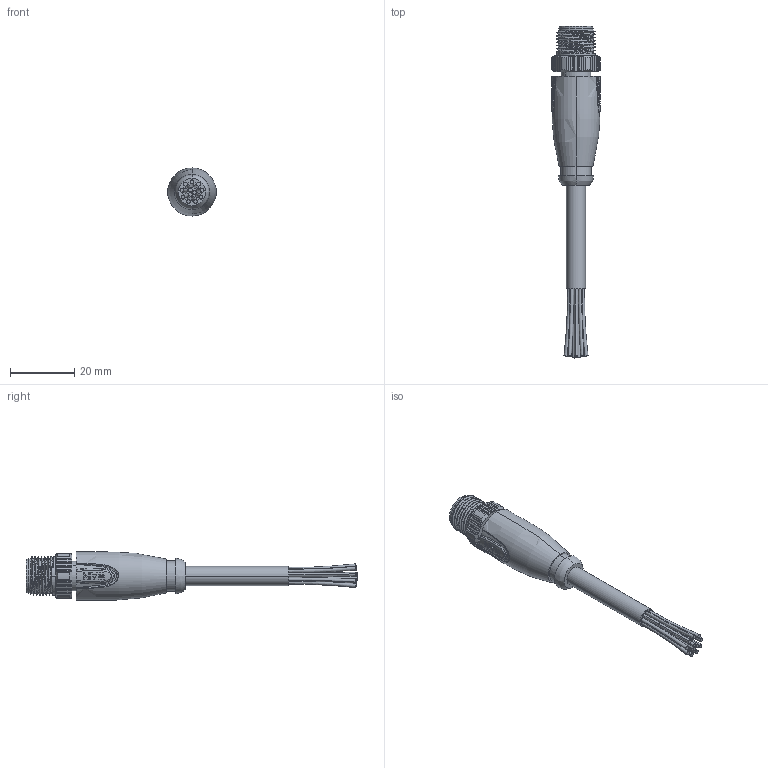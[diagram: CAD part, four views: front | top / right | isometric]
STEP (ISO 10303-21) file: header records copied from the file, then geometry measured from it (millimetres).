
FILE_DESCRIPTION((''),'2;1');
FILE_NAME('PRT0155','2024-01-18T',('13539'),(''),'PRO/ENGINEER BY PARAMETRIC TECHNOLOGY CORPORATION, 2012480','PRO/ENGINEER BY PARAMETRIC TECHNOLOGY CORPORATION, 2012480','');
FILE_SCHEMA(('CONFIG_CONTROL_DESIGN'));
Length unit declared in the file: millimetre
Products named in the file (1): PRT0155
Bounding box: 15.2 x 103.5 x 15 mm (x, y, z)
Volume: 7350.8 mm3; surface area: 5502.9 mm2
Topology: 1 solids, 1 shells, 710 faces, 1955 edges, 1281 vertices
Faces by surface type: plane 288, extrusion 215, cylinder 123, sphere 24, bspline 22, torus 19, revolution 10, cone 9
Entity records: 32835 total; most frequent: CARTESIAN_POINT 16321, ORIENTED_EDGE 3854, DIRECTION 2533, EDGE_CURVE 1927, VERTEX_POINT 1281, B_SPLINE_CURVE_WITH_KNOTS 1079, VECTOR 979, EDGE_LOOP 774
